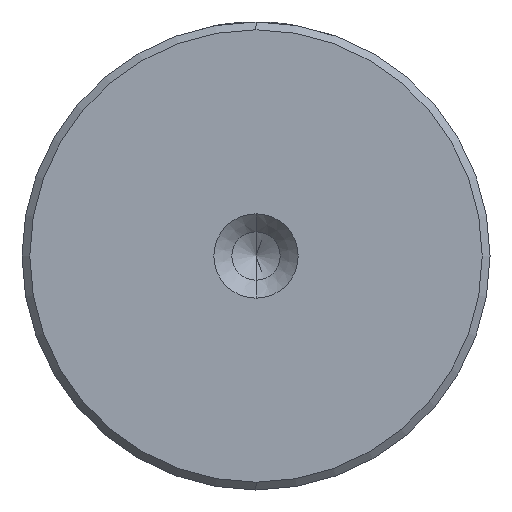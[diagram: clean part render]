
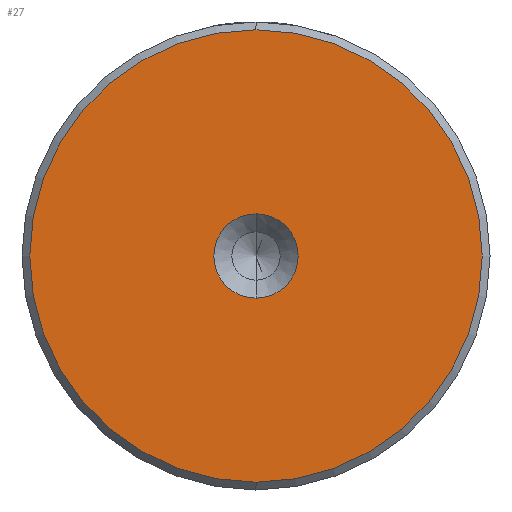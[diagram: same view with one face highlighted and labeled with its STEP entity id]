
A CAD part, left-side view. The second image highlights one B-rep face of the part: STEP entity #27.
In plain terms, the highlighted planar face has unit normal (-1, 0, 0).
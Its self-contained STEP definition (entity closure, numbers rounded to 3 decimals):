
#9 = CARTESIAN_POINT ( 'NONE',  ( 0., 0., -2.7 ) ) ;
#27 = ADVANCED_FACE ( 'NONE', ( #801, #261 ), #94, .T. ) ;
#36 = DIRECTION ( 'NONE',  ( -1., 0., 0. ) ) ;
#53 = VERTEX_POINT ( 'NONE', #253 ) ;
#79 = CARTESIAN_POINT ( 'NONE',  ( 0., 0., 0. ) ) ;
#94 = PLANE ( 'NONE',  #692 ) ;
#99 = ORIENTED_EDGE ( 'NONE', *, *, #909, .T. ) ;
#100 = VERTEX_POINT ( 'NONE', #9 ) ;
#213 = CIRCLE ( 'NONE', #1455, 14.5 ) ;
#253 = CARTESIAN_POINT ( 'NONE',  ( 0., 0., 2.7 ) ) ;
#261 = FACE_BOUND ( 'NONE', #1481, .T. ) ;
#454 = DIRECTION ( 'NONE',  ( 0., 0., 1. ) ) ;
#461 = DIRECTION ( 'NONE',  ( -1., 0., 0. ) ) ;
#558 = CARTESIAN_POINT ( 'NONE',  ( 0., 0., -14.5 ) ) ;
#692 = AXIS2_PLACEMENT_3D ( 'NONE', #79, #461, #454 ) ;
#801 = FACE_OUTER_BOUND ( 'NONE', #1422, .T. ) ;
#855 = ORIENTED_EDGE ( 'NONE', *, *, #2190, .F. ) ;
#863 = DIRECTION ( 'NONE',  ( -1., 0., 0. ) ) ;
#894 = CIRCLE ( 'NONE', #1413, 14.5 ) ;
#906 = CARTESIAN_POINT ( 'NONE',  ( 0., 0., 14.5 ) ) ;
#909 = EDGE_CURVE ( 'NONE', #1003, #999, #213, .T. ) ;
#922 = AXIS2_PLACEMENT_3D ( 'NONE', #1924, #863, #2088 ) ;
#983 = DIRECTION ( 'NONE',  ( -1., 0., 0. ) ) ;
#999 = VERTEX_POINT ( 'NONE', #906 ) ;
#1003 = VERTEX_POINT ( 'NONE', #558 ) ;
#1008 = CARTESIAN_POINT ( 'NONE',  ( 0., 0., 0. ) ) ;
#1081 = CIRCLE ( 'NONE', #922, 2.7 ) ;
#1147 = EDGE_CURVE ( 'NONE', #999, #1003, #894, .T. ) ;
#1182 = DIRECTION ( 'NONE',  ( 0., 0., 1. ) ) ;
#1413 = AXIS2_PLACEMENT_3D ( 'NONE', #2042, #983, #2211 ) ;
#1422 = EDGE_LOOP ( 'NONE', ( #99, #1592 ) ) ;
#1455 = AXIS2_PLACEMENT_3D ( 'NONE', #1802, #36, #2193 ) ;
#1472 = ORIENTED_EDGE ( 'NONE', *, *, #1892, .F. ) ;
#1481 = EDGE_LOOP ( 'NONE', ( #855, #1472 ) ) ;
#1503 = AXIS2_PLACEMENT_3D ( 'NONE', #1008, #2232, #1182 ) ;
#1592 = ORIENTED_EDGE ( 'NONE', *, *, #1147, .T. ) ;
#1628 = CIRCLE ( 'NONE', #1503, 2.7 ) ;
#1802 = CARTESIAN_POINT ( 'NONE',  ( 0., 0., 0. ) ) ;
#1892 = EDGE_CURVE ( 'NONE', #100, #53, #1628, .T. ) ;
#1924 = CARTESIAN_POINT ( 'NONE',  ( 0., 0., 0. ) ) ;
#2042 = CARTESIAN_POINT ( 'NONE',  ( 0., 0., 0. ) ) ;
#2088 = DIRECTION ( 'NONE',  ( 0., 0., 1. ) ) ;
#2190 = EDGE_CURVE ( 'NONE', #53, #100, #1081, .T. ) ;
#2193 = DIRECTION ( 'NONE',  ( 0., 0., 1. ) ) ;
#2211 = DIRECTION ( 'NONE',  ( 0., 0., 1. ) ) ;
#2232 = DIRECTION ( 'NONE',  ( -1., 0., 0. ) ) ;
